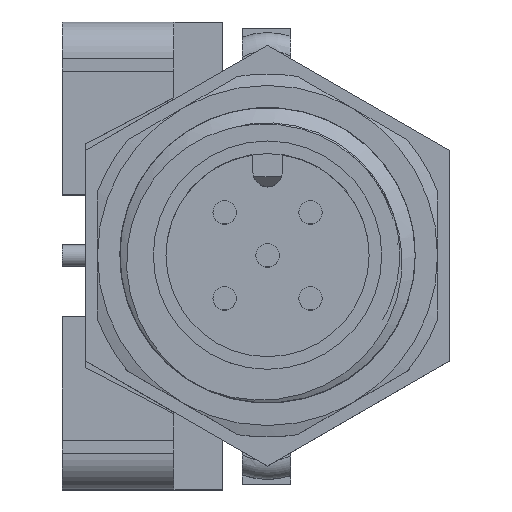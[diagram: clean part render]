
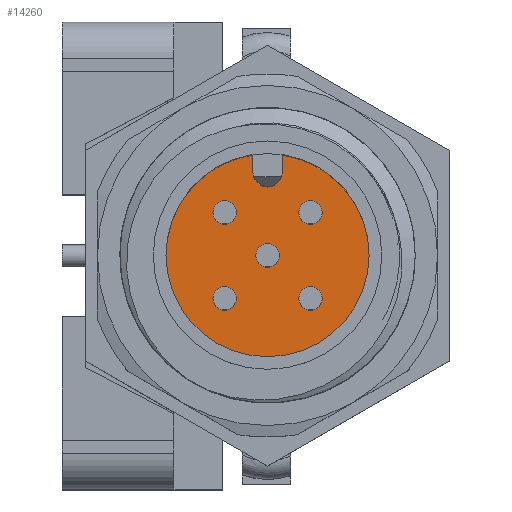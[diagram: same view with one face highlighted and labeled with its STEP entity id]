
A CAD part, top view. The second image highlights one B-rep face of the part: STEP entity #14260.
In plain terms, the highlighted planar face has unit normal (0, 0, 1).
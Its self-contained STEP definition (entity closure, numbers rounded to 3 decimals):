
#5520=DIRECTION('',(0.,-1.,0.));
#5521=VECTOR('',#5520,0.717);
#5522=CARTESIAN_POINT('',(-0.6,4.137,-10.));
#5523=LINE('',#5522,#5521);
#5524=DIRECTION('',(0.,1.,0.));
#5525=VECTOR('',#5524,0.717);
#5526=CARTESIAN_POINT('',(0.6,3.42,-10.));
#5527=LINE('',#5526,#5525);
#5528=CARTESIAN_POINT('',(0.,0.,-10.));
#5529=DIRECTION('',(0.,0.,1.));
#5530=DIRECTION('',(1.,0.,0.));
#5531=AXIS2_PLACEMENT_3D('',#5528,#5529,#5530);
#5533=CARTESIAN_POINT('',(0.,0.,-10.));
#5534=DIRECTION('',(0.,0.,1.));
#5535=DIRECTION('',(-1.,0.,0.));
#5536=AXIS2_PLACEMENT_3D('',#5533,#5534,#5535);
#5538=CARTESIAN_POINT('',(0.,0.,-10.));
#5539=DIRECTION('',(0.,0.,1.));
#5540=DIRECTION('',(-0.144,0.99,0.));
#5541=AXIS2_PLACEMENT_3D('',#5538,#5539,#5540);
#5543=CARTESIAN_POINT('',(-1.768,1.768,-10.));
#5544=DIRECTION('',(0.,0.,1.));
#5545=DIRECTION('',(1.,0.,0.));
#5546=AXIS2_PLACEMENT_3D('',#5543,#5544,#5545);
#5548=CARTESIAN_POINT('',(-1.768,1.768,-10.));
#5549=DIRECTION('',(0.,0.,1.));
#5550=DIRECTION('',(-1.,0.,0.));
#5551=AXIS2_PLACEMENT_3D('',#5548,#5549,#5550);
#5553=CARTESIAN_POINT('',(1.768,1.768,-10.));
#5554=DIRECTION('',(0.,0.,1.));
#5555=DIRECTION('',(1.,0.,0.));
#5556=AXIS2_PLACEMENT_3D('',#5553,#5554,#5555);
#5558=CARTESIAN_POINT('',(1.768,1.768,-10.));
#5559=DIRECTION('',(0.,0.,1.));
#5560=DIRECTION('',(-1.,0.,0.));
#5561=AXIS2_PLACEMENT_3D('',#5558,#5559,#5560);
#5563=CARTESIAN_POINT('',(1.768,-1.768,-10.));
#5564=DIRECTION('',(0.,0.,1.));
#5565=DIRECTION('',(1.,0.,0.));
#5566=AXIS2_PLACEMENT_3D('',#5563,#5564,#5565);
#5568=CARTESIAN_POINT('',(1.768,-1.768,-10.));
#5569=DIRECTION('',(0.,0.,1.));
#5570=DIRECTION('',(-1.,0.,0.));
#5571=AXIS2_PLACEMENT_3D('',#5568,#5569,#5570);
#5573=CARTESIAN_POINT('',(-1.768,-1.768,-10.));
#5574=DIRECTION('',(0.,0.,1.));
#5575=DIRECTION('',(1.,0.,0.));
#5576=AXIS2_PLACEMENT_3D('',#5573,#5574,#5575);
#5578=CARTESIAN_POINT('',(-1.768,-1.768,-10.));
#5579=DIRECTION('',(0.,0.,1.));
#5580=DIRECTION('',(-1.,0.,0.));
#5581=AXIS2_PLACEMENT_3D('',#5578,#5579,#5580);
#5583=CARTESIAN_POINT('',(0.,0.,-10.));
#5584=DIRECTION('',(0.,0.,1.));
#5585=DIRECTION('',(1.,0.,0.));
#5586=AXIS2_PLACEMENT_3D('',#5583,#5584,#5585);
#5588=CARTESIAN_POINT('',(0.,0.,-10.));
#5589=DIRECTION('',(0.,0.,1.));
#5590=DIRECTION('',(-1.,0.,0.));
#5591=AXIS2_PLACEMENT_3D('',#5588,#5589,#5590);
#5597=CARTESIAN_POINT('',(0.,3.42,-10.));
#5598=DIRECTION('',(0.,0.,-1.));
#5599=DIRECTION('',(1.,0.,0.));
#5600=AXIS2_PLACEMENT_3D('',#5597,#5598,#5599);
#5867=CARTESIAN_POINT('',(-4.18,0.,-10.));
#5868=CARTESIAN_POINT('',(4.18,0.,-10.));
#5869=VERTEX_POINT('',#5867);
#5870=VERTEX_POINT('',#5868);
#5879=CARTESIAN_POINT('',(-0.6,4.137,-10.));
#5880=VERTEX_POINT('',#5879);
#5881=CARTESIAN_POINT('',(0.6,4.137,-10.));
#5882=VERTEX_POINT('',#5881);
#5884=CARTESIAN_POINT('',(-0.6,3.42,-10.));
#5886=VERTEX_POINT('',#5884);
#5892=CARTESIAN_POINT('',(0.6,3.42,-10.));
#5893=VERTEX_POINT('',#5892);
#5926=CARTESIAN_POINT('',(-1.288,1.768,-10.));
#5927=CARTESIAN_POINT('',(-2.248,1.768,-10.));
#5928=VERTEX_POINT('',#5926);
#5929=VERTEX_POINT('',#5927);
#5930=CARTESIAN_POINT('',(2.248,1.768,-10.));
#5931=CARTESIAN_POINT('',(1.288,1.768,-10.));
#5932=VERTEX_POINT('',#5930);
#5933=VERTEX_POINT('',#5931);
#5934=CARTESIAN_POINT('',(2.248,-1.768,-10.));
#5935=CARTESIAN_POINT('',(1.288,-1.768,-10.));
#5936=VERTEX_POINT('',#5934);
#5937=VERTEX_POINT('',#5935);
#5938=CARTESIAN_POINT('',(-1.288,-1.768,-10.));
#5939=CARTESIAN_POINT('',(-2.248,-1.768,-10.));
#5940=VERTEX_POINT('',#5938);
#5941=VERTEX_POINT('',#5939);
#5966=CARTESIAN_POINT('',(0.48,0.,-10.));
#5967=CARTESIAN_POINT('',(-0.48,0.,-10.));
#5968=VERTEX_POINT('',#5966);
#5969=VERTEX_POINT('',#5967);
#14212=CARTESIAN_POINT('',(0.,0.,-10.));
#14213=DIRECTION('',(0.,0.,1.));
#14214=DIRECTION('',(1.,0.,0.));
#14215=AXIS2_PLACEMENT_3D('',#14212,#14213,#14214);
#14216=PLANE('',#14215);
#14218=ORIENTED_EDGE('',*,*,#14217,.T.);
#14220=ORIENTED_EDGE('',*,*,#14219,.F.);
#14222=ORIENTED_EDGE('',*,*,#14221,.T.);
#14224=ORIENTED_EDGE('',*,*,#14223,.F.);
#14226=ORIENTED_EDGE('',*,*,#14225,.F.);
#14228=ORIENTED_EDGE('',*,*,#14227,.F.);
#14229=EDGE_LOOP('',(#14218,#14220,#14222,#14224,#14226,#14228));
#14230=FACE_OUTER_BOUND('',#14229,.F.);
#14231=ORIENTED_EDGE('',*,*,#14186,.T.);
#14233=ORIENTED_EDGE('',*,*,#14232,.T.);
#14234=EDGE_LOOP('',(#14231,#14233));
#14235=FACE_BOUND('',#14234,.F.);
#14237=ORIENTED_EDGE('',*,*,#14236,.T.);
#14239=ORIENTED_EDGE('',*,*,#14238,.T.);
#14240=EDGE_LOOP('',(#14237,#14239));
#14241=FACE_BOUND('',#14240,.F.);
#14243=ORIENTED_EDGE('',*,*,#14242,.T.);
#14245=ORIENTED_EDGE('',*,*,#14244,.T.);
#14246=EDGE_LOOP('',(#14243,#14245));
#14247=FACE_BOUND('',#14246,.F.);
#14249=ORIENTED_EDGE('',*,*,#14248,.T.);
#14251=ORIENTED_EDGE('',*,*,#14250,.T.);
#14252=EDGE_LOOP('',(#14249,#14251));
#14253=FACE_BOUND('',#14252,.F.);
#14255=ORIENTED_EDGE('',*,*,#14254,.T.);
#14257=ORIENTED_EDGE('',*,*,#14256,.T.);
#14258=EDGE_LOOP('',(#14255,#14257));
#14259=FACE_BOUND('',#14258,.F.);
#5532=CIRCLE('',#5531,4.18);
#5537=CIRCLE('',#5536,4.18);
#5542=CIRCLE('',#5541,4.18);
#5547=CIRCLE('',#5546,0.48);
#5552=CIRCLE('',#5551,0.48);
#5557=CIRCLE('',#5556,0.48);
#5562=CIRCLE('',#5561,0.48);
#5567=CIRCLE('',#5566,0.48);
#5572=CIRCLE('',#5571,0.48);
#5577=CIRCLE('',#5576,0.48);
#5582=CIRCLE('',#5581,0.48);
#5587=CIRCLE('',#5586,0.48);
#5592=CIRCLE('',#5591,0.48);
#5601=CIRCLE('',#5600,0.6);
#14186=EDGE_CURVE('',#5928,#5929,#5547,.T.);
#14217=EDGE_CURVE('',#5880,#5886,#5523,.T.);
#14219=EDGE_CURVE('',#5893,#5886,#5601,.T.);
#14221=EDGE_CURVE('',#5893,#5882,#5527,.T.);
#14223=EDGE_CURVE('',#5870,#5882,#5532,.T.);
#14225=EDGE_CURVE('',#5869,#5870,#5537,.T.);
#14227=EDGE_CURVE('',#5880,#5869,#5542,.T.);
#14232=EDGE_CURVE('',#5929,#5928,#5552,.T.);
#14236=EDGE_CURVE('',#5932,#5933,#5557,.T.);
#14238=EDGE_CURVE('',#5933,#5932,#5562,.T.);
#14242=EDGE_CURVE('',#5936,#5937,#5567,.T.);
#14244=EDGE_CURVE('',#5937,#5936,#5572,.T.);
#14248=EDGE_CURVE('',#5940,#5941,#5577,.T.);
#14250=EDGE_CURVE('',#5941,#5940,#5582,.T.);
#14254=EDGE_CURVE('',#5968,#5969,#5587,.T.);
#14256=EDGE_CURVE('',#5969,#5968,#5592,.T.);
#14260=ADVANCED_FACE('',(#14230,#14235,#14241,#14247,#14253,#14259),#14216,.T.);
